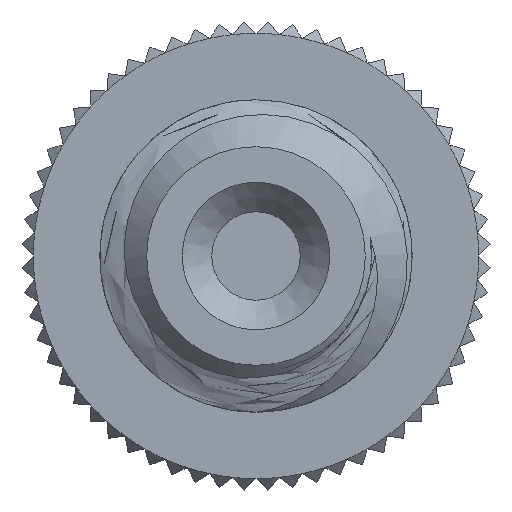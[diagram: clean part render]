
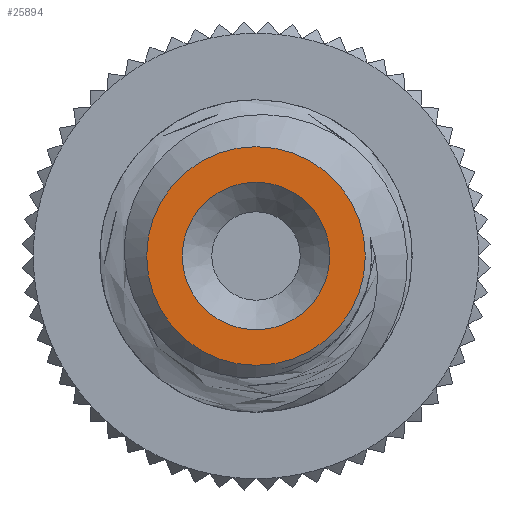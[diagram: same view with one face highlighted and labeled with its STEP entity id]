
A CAD part, left-side view. The second image highlights one B-rep face of the part: STEP entity #25894.
In plain terms, the highlighted planar face has unit normal (-1, 0, 0).
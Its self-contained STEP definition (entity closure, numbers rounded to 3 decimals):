
#25841=CARTESIAN_POINT('',(6.676,-0.,-2.361));
#25842=VERTEX_POINT('',#25841);
#25849=CARTESIAN_POINT('',(6.676,-0.,2.084));
#25850=VERTEX_POINT('',#25849);
#25851=CARTESIAN_POINT('',(6.676,-0.,-0.138));
#25852=DIRECTION('',(-1.,0.,-0.));
#25853=DIRECTION('',(-0.,0.,1.));
#25854=AXIS2_PLACEMENT_3D('',#25851,#25852,#25853);
#25855=CIRCLE('',#25854,2.223);
#25856=EDGE_CURVE('',#25850,#25842,#25855,.T.);
#25858=CARTESIAN_POINT('',(6.676,-0.,-0.138));
#25859=DIRECTION('',(-1.,0.,-0.));
#25860=DIRECTION('',(-0.,0.,1.));
#25861=AXIS2_PLACEMENT_3D('',#25858,#25859,#25860);
#25862=CIRCLE('',#25861,2.223);
#25863=EDGE_CURVE('',#25842,#25850,#25862,.T.);
#25874=CARTESIAN_POINT('',(6.676,2.223,-0.138));
#25875=DIRECTION('',(-1.,0.,-0.));
#25876=DIRECTION('',(-0.,0.,1.));
#25877=AXIS2_PLACEMENT_3D('',#25874,#25875,#25876);
#25878=PLANE('',#25877);
#25879=CARTESIAN_POINT('',(6.676,-0.,1.362));
#25880=VERTEX_POINT('',#25879);
#25881=CARTESIAN_POINT('',(6.676,-0.,-0.138));
#25882=DIRECTION('',(-1.,0.,0.));
#25883=DIRECTION('',(0.,0.,1.));
#25884=AXIS2_PLACEMENT_3D('',#25881,#25882,#25883);
#25885=CIRCLE('',#25884,1.5);
#25886=EDGE_CURVE('',#25880,#25880,#25885,.T.);
#25887=ORIENTED_EDGE('',*,*,#25886,.F.);
#25888=EDGE_LOOP('',(#25887));
#25889=FACE_BOUND('',#25888,.T.);
#25890=ORIENTED_EDGE('',*,*,#25856,.T.);
#25891=ORIENTED_EDGE('',*,*,#25863,.T.);
#25892=EDGE_LOOP('',(#25890,#25891));
#25893=FACE_BOUND('',#25892,.T.);
#25894=ADVANCED_FACE('',(#25889,#25893),#25878,.T.);
